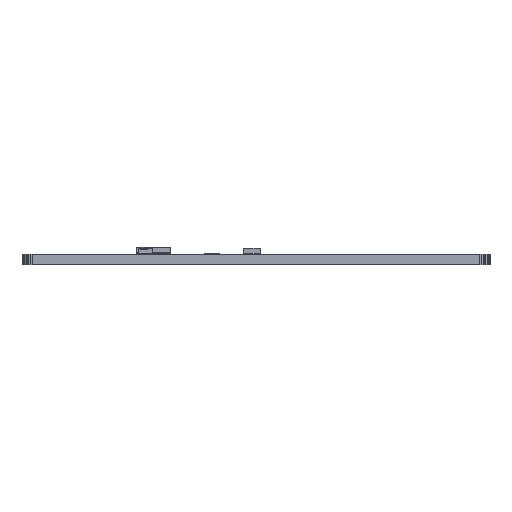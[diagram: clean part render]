
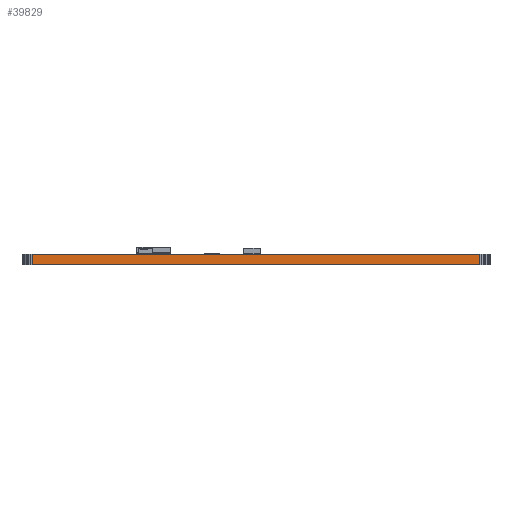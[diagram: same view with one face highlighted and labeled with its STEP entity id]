
A CAD part, left-side view. The second image highlights one B-rep face of the part: STEP entity #39829.
In plain terms, the highlighted planar face has unit normal (-1, 0, 0).
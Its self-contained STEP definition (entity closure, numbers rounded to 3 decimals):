
#33744 = PLANE('',#33745);
#33745 = AXIS2_PLACEMENT_3D('',#33746,#33747,#33748);
#33746 = CARTESIAN_POINT('',(125.374,-78.181,1.58));
#33747 = DIRECTION('',(-0.,-0.,-1.));
#33748 = DIRECTION('',(-1.,0.,0.));
#33798 = PLANE('',#33799);
#33799 = AXIS2_PLACEMENT_3D('',#33800,#33801,#33802);
#33800 = CARTESIAN_POINT('',(125.374,-78.181,0.));
#33801 = DIRECTION('',(-0.,-0.,-1.));
#33802 = DIRECTION('',(-1.,0.,0.));
#34747 = VERTEX_POINT('',#34748);
#34748 = CARTESIAN_POINT('',(90.374,-111.681,0.));
#34762 = PLANE('',#34763);
#34763 = AXIS2_PLACEMENT_3D('',#34764,#34765,#34766);
#34764 = CARTESIAN_POINT('',(90.393,-111.916,0.));
#34765 = DIRECTION('',(-0.997,-0.078,0.));
#34766 = DIRECTION('',(-0.078,0.997,0.));
#34774 = EDGE_CURVE('',#34747,#34775,#34777,.T.);
#34775 = VERTEX_POINT('',#34776);
#34776 = CARTESIAN_POINT('',(90.374,-44.681,0.));
#34777 = SURFACE_CURVE('',#34778,(#34782,#34789),.PCURVE_S1.);
#34778 = LINE('',#34779,#34780);
#34779 = CARTESIAN_POINT('',(90.374,-111.681,0.));
#34780 = VECTOR('',#34781,1.);
#34781 = DIRECTION('',(0.,1.,0.));
#34782 = PCURVE('',#33798,#34783);
#34783 = DEFINITIONAL_REPRESENTATION('',(#34784),#34788);
#34784 = LINE('',#34785,#34786);
#34785 = CARTESIAN_POINT('',(35.,-33.5));
#34786 = VECTOR('',#34787,1.);
#34787 = DIRECTION('',(0.,1.));
#34788 = ( GEOMETRIC_REPRESENTATION_CONTEXT(2) 
PARAMETRIC_REPRESENTATION_CONTEXT() REPRESENTATION_CONTEXT('2D SPACE',''
  ) );
#34789 = PCURVE('',#34790,#34795);
#34790 = PLANE('',#34791);
#34791 = AXIS2_PLACEMENT_3D('',#34792,#34793,#34794);
#34792 = CARTESIAN_POINT('',(90.374,-111.681,0.));
#34793 = DIRECTION('',(-1.,0.,0.));
#34794 = DIRECTION('',(0.,1.,0.));
#34795 = DEFINITIONAL_REPRESENTATION('',(#34796),#34800);
#34796 = LINE('',#34797,#34798);
#34797 = CARTESIAN_POINT('',(0.,0.));
#34798 = VECTOR('',#34799,1.);
#34799 = DIRECTION('',(1.,0.));
#34800 = ( GEOMETRIC_REPRESENTATION_CONTEXT(2) 
PARAMETRIC_REPRESENTATION_CONTEXT() REPRESENTATION_CONTEXT('2D SPACE',''
  ) );
#34818 = PLANE('',#34819);
#34819 = AXIS2_PLACEMENT_3D('',#34820,#34821,#34822);
#34820 = CARTESIAN_POINT('',(90.374,-44.681,0.));
#34821 = DIRECTION('',(-0.997,0.078,0.));
#34822 = DIRECTION('',(0.078,0.997,0.));
#37469 = VERTEX_POINT('',#37470);
#37470 = CARTESIAN_POINT('',(90.374,-111.681,1.58));
#37491 = EDGE_CURVE('',#37469,#37492,#37494,.T.);
#37492 = VERTEX_POINT('',#37493);
#37493 = CARTESIAN_POINT('',(90.374,-44.681,1.58));
#37494 = SURFACE_CURVE('',#37495,(#37499,#37506),.PCURVE_S1.);
#37495 = LINE('',#37496,#37497);
#37496 = CARTESIAN_POINT('',(90.374,-111.681,1.58));
#37497 = VECTOR('',#37498,1.);
#37498 = DIRECTION('',(0.,1.,0.));
#37499 = PCURVE('',#33744,#37500);
#37500 = DEFINITIONAL_REPRESENTATION('',(#37501),#37505);
#37501 = LINE('',#37502,#37503);
#37502 = CARTESIAN_POINT('',(35.,-33.5));
#37503 = VECTOR('',#37504,1.);
#37504 = DIRECTION('',(0.,1.));
#37505 = ( GEOMETRIC_REPRESENTATION_CONTEXT(2) 
PARAMETRIC_REPRESENTATION_CONTEXT() REPRESENTATION_CONTEXT('2D SPACE',''
  ) );
#37506 = PCURVE('',#34790,#37507);
#37507 = DEFINITIONAL_REPRESENTATION('',(#37508),#37512);
#37508 = LINE('',#37509,#37510);
#37509 = CARTESIAN_POINT('',(0.,-1.58));
#37510 = VECTOR('',#37511,1.);
#37511 = DIRECTION('',(1.,0.));
#37512 = ( GEOMETRIC_REPRESENTATION_CONTEXT(2) 
PARAMETRIC_REPRESENTATION_CONTEXT() REPRESENTATION_CONTEXT('2D SPACE',''
  ) );
#39779 = EDGE_CURVE('',#34775,#37492,#39780,.T.);
#39780 = SURFACE_CURVE('',#39781,(#39785,#39792),.PCURVE_S1.);
#39781 = LINE('',#39782,#39783);
#39782 = CARTESIAN_POINT('',(90.374,-44.681,0.));
#39783 = VECTOR('',#39784,1.);
#39784 = DIRECTION('',(0.,0.,1.));
#39785 = PCURVE('',#34818,#39786);
#39786 = DEFINITIONAL_REPRESENTATION('',(#39787),#39791);
#39787 = LINE('',#39788,#39789);
#39788 = CARTESIAN_POINT('',(0.,0.));
#39789 = VECTOR('',#39790,1.);
#39790 = DIRECTION('',(0.,-1.));
#39791 = ( GEOMETRIC_REPRESENTATION_CONTEXT(2) 
PARAMETRIC_REPRESENTATION_CONTEXT() REPRESENTATION_CONTEXT('2D SPACE',''
  ) );
#39792 = PCURVE('',#34790,#39793);
#39793 = DEFINITIONAL_REPRESENTATION('',(#39794),#39798);
#39794 = LINE('',#39795,#39796);
#39795 = CARTESIAN_POINT('',(67.,0.));
#39796 = VECTOR('',#39797,1.);
#39797 = DIRECTION('',(0.,-1.));
#39798 = ( GEOMETRIC_REPRESENTATION_CONTEXT(2) 
PARAMETRIC_REPRESENTATION_CONTEXT() REPRESENTATION_CONTEXT('2D SPACE',''
  ) );
#39829 = ADVANCED_FACE('',(#39830),#34790,.T.);
#39830 = FACE_BOUND('',#39831,.T.);
#39831 = EDGE_LOOP('',(#39832,#39853,#39854,#39855));
#39832 = ORIENTED_EDGE('',*,*,#39833,.T.);
#39833 = EDGE_CURVE('',#34747,#37469,#39834,.T.);
#39834 = SURFACE_CURVE('',#39835,(#39839,#39846),.PCURVE_S1.);
#39835 = LINE('',#39836,#39837);
#39836 = CARTESIAN_POINT('',(90.374,-111.681,0.));
#39837 = VECTOR('',#39838,1.);
#39838 = DIRECTION('',(0.,0.,1.));
#39839 = PCURVE('',#34790,#39840);
#39840 = DEFINITIONAL_REPRESENTATION('',(#39841),#39845);
#39841 = LINE('',#39842,#39843);
#39842 = CARTESIAN_POINT('',(0.,0.));
#39843 = VECTOR('',#39844,1.);
#39844 = DIRECTION('',(0.,-1.));
#39845 = ( GEOMETRIC_REPRESENTATION_CONTEXT(2) 
PARAMETRIC_REPRESENTATION_CONTEXT() REPRESENTATION_CONTEXT('2D SPACE',''
  ) );
#39846 = PCURVE('',#34762,#39847);
#39847 = DEFINITIONAL_REPRESENTATION('',(#39848),#39852);
#39848 = LINE('',#39849,#39850);
#39849 = CARTESIAN_POINT('',(0.235,0.));
#39850 = VECTOR('',#39851,1.);
#39851 = DIRECTION('',(0.,-1.));
#39852 = ( GEOMETRIC_REPRESENTATION_CONTEXT(2) 
PARAMETRIC_REPRESENTATION_CONTEXT() REPRESENTATION_CONTEXT('2D SPACE',''
  ) );
#39853 = ORIENTED_EDGE('',*,*,#37491,.T.);
#39854 = ORIENTED_EDGE('',*,*,#39779,.F.);
#39855 = ORIENTED_EDGE('',*,*,#34774,.F.);
